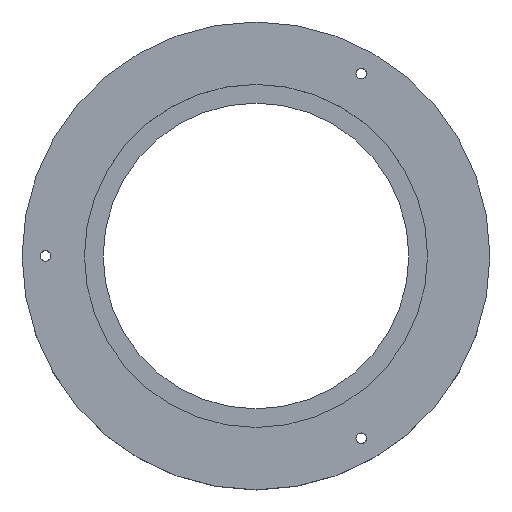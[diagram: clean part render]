
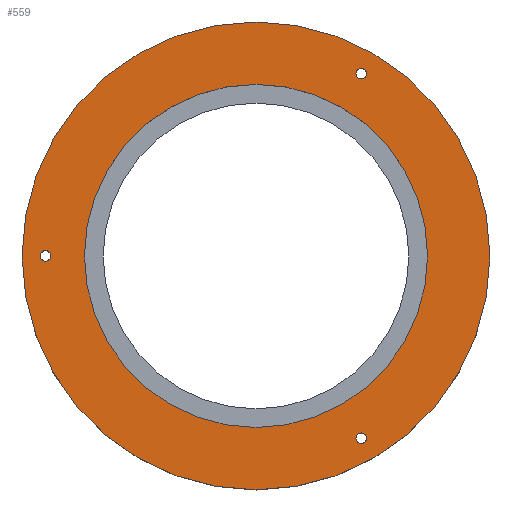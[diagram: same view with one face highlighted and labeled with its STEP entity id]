
A CAD part, top view. The second image highlights one B-rep face of the part: STEP entity #559.
In plain terms, the highlighted planar face has unit normal (0, 0, 1).
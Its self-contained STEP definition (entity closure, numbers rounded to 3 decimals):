
#137 = CYLINDRICAL_SURFACE('',#138,75.);
#138 = AXIS2_PLACEMENT_3D('',#139,#140,#141);
#139 = CARTESIAN_POINT('',(0.,0.,27.5));
#140 = DIRECTION('',(0.,0.,-1.));
#141 = DIRECTION('',(1.,0.,0.));
#168 = CYLINDRICAL_SURFACE('',#169,1.7);
#169 = AXIS2_PLACEMENT_3D('',#170,#171,#172);
#170 = CARTESIAN_POINT('',(-67.5,0.,29.));
#171 = DIRECTION('',(0.,0.,-1.));
#172 = DIRECTION('',(-1.,0.,0.));
#199 = CYLINDRICAL_SURFACE('',#200,1.7);
#200 = AXIS2_PLACEMENT_3D('',#201,#202,#203);
#201 = CARTESIAN_POINT('',(33.75,-58.457,29.));
#202 = DIRECTION('',(0.,0.,-1.));
#203 = DIRECTION('',(0.5,-0.866,0.));
#230 = CYLINDRICAL_SURFACE('',#231,1.7);
#231 = AXIS2_PLACEMENT_3D('',#232,#233,#234);
#232 = CARTESIAN_POINT('',(33.75,58.457,29.));
#233 = DIRECTION('',(0.,0.,-1.));
#234 = DIRECTION('',(0.5,0.866,0.));
#303 = EDGE_CURVE('',#304,#304,#306,.T.);
#304 = VERTEX_POINT('',#305);
#305 = CARTESIAN_POINT('',(75.,0.,27.5));
#306 = SURFACE_CURVE('',#307,(#312,#319),.PCURVE_S1.);
#307 = CIRCLE('',#308,75.);
#308 = AXIS2_PLACEMENT_3D('',#309,#310,#311);
#309 = CARTESIAN_POINT('',(0.,0.,27.5));
#310 = DIRECTION('',(0.,0.,-1.));
#311 = DIRECTION('',(1.,0.,0.));
#312 = PCURVE('',#137,#313);
#313 = DEFINITIONAL_REPRESENTATION('',(#314),#318);
#314 = LINE('',#315,#316);
#315 = CARTESIAN_POINT('',(0.,0.));
#316 = VECTOR('',#317,1.);
#317 = DIRECTION('',(1.,0.));
#318 = ( GEOMETRIC_REPRESENTATION_CONTEXT(2) 
PARAMETRIC_REPRESENTATION_CONTEXT() REPRESENTATION_CONTEXT('2D SPACE',''
  ) );
#319 = PCURVE('',#320,#325);
#320 = PLANE('',#321);
#321 = AXIS2_PLACEMENT_3D('',#322,#323,#324);
#322 = CARTESIAN_POINT('',(0.,0.,27.5));
#323 = DIRECTION('',(0.,0.,-1.));
#324 = DIRECTION('',(1.,0.,0.));
#325 = DEFINITIONAL_REPRESENTATION('',(#326),#330);
#326 = CIRCLE('',#327,75.);
#327 = AXIS2_PLACEMENT_2D('',#328,#329);
#328 = CARTESIAN_POINT('',(0.,0.));
#329 = DIRECTION('',(1.,-0.));
#330 = ( GEOMETRIC_REPRESENTATION_CONTEXT(2) 
PARAMETRIC_REPRESENTATION_CONTEXT() REPRESENTATION_CONTEXT('2D SPACE',''
  ) );
#358 = EDGE_CURVE('',#359,#359,#361,.T.);
#359 = VERTEX_POINT('',#360);
#360 = CARTESIAN_POINT('',(-69.2,0.,27.5));
#361 = SURFACE_CURVE('',#362,(#367,#374),.PCURVE_S1.);
#362 = CIRCLE('',#363,1.7);
#363 = AXIS2_PLACEMENT_3D('',#364,#365,#366);
#364 = CARTESIAN_POINT('',(-67.5,0.,27.5));
#365 = DIRECTION('',(0.,0.,-1.));
#366 = DIRECTION('',(-1.,0.,0.));
#367 = PCURVE('',#168,#368);
#368 = DEFINITIONAL_REPRESENTATION('',(#369),#373);
#369 = LINE('',#370,#371);
#370 = CARTESIAN_POINT('',(0.,1.5));
#371 = VECTOR('',#372,1.);
#372 = DIRECTION('',(1.,0.));
#373 = ( GEOMETRIC_REPRESENTATION_CONTEXT(2) 
PARAMETRIC_REPRESENTATION_CONTEXT() REPRESENTATION_CONTEXT('2D SPACE',''
  ) );
#374 = PCURVE('',#320,#375);
#375 = DEFINITIONAL_REPRESENTATION('',(#376),#380);
#376 = CIRCLE('',#377,1.7);
#377 = AXIS2_PLACEMENT_2D('',#378,#379);
#378 = CARTESIAN_POINT('',(-67.5,0.));
#379 = DIRECTION('',(-1.,0.));
#380 = ( GEOMETRIC_REPRESENTATION_CONTEXT(2) 
PARAMETRIC_REPRESENTATION_CONTEXT() REPRESENTATION_CONTEXT('2D SPACE',''
  ) );
#408 = EDGE_CURVE('',#409,#409,#411,.T.);
#409 = VERTEX_POINT('',#410);
#410 = CARTESIAN_POINT('',(34.6,-59.929,27.5));
#411 = SURFACE_CURVE('',#412,(#417,#424),.PCURVE_S1.);
#412 = CIRCLE('',#413,1.7);
#413 = AXIS2_PLACEMENT_3D('',#414,#415,#416);
#414 = CARTESIAN_POINT('',(33.75,-58.457,27.5));
#415 = DIRECTION('',(0.,0.,-1.));
#416 = DIRECTION('',(0.5,-0.866,0.));
#417 = PCURVE('',#199,#418);
#418 = DEFINITIONAL_REPRESENTATION('',(#419),#423);
#419 = LINE('',#420,#421);
#420 = CARTESIAN_POINT('',(0.,1.5));
#421 = VECTOR('',#422,1.);
#422 = DIRECTION('',(1.,0.));
#423 = ( GEOMETRIC_REPRESENTATION_CONTEXT(2) 
PARAMETRIC_REPRESENTATION_CONTEXT() REPRESENTATION_CONTEXT('2D SPACE',''
  ) );
#424 = PCURVE('',#320,#425);
#425 = DEFINITIONAL_REPRESENTATION('',(#426),#430);
#426 = CIRCLE('',#427,1.7);
#427 = AXIS2_PLACEMENT_2D('',#428,#429);
#428 = CARTESIAN_POINT('',(33.75,58.457));
#429 = DIRECTION('',(0.5,0.866));
#430 = ( GEOMETRIC_REPRESENTATION_CONTEXT(2) 
PARAMETRIC_REPRESENTATION_CONTEXT() REPRESENTATION_CONTEXT('2D SPACE',''
  ) );
#458 = EDGE_CURVE('',#459,#459,#461,.T.);
#459 = VERTEX_POINT('',#460);
#460 = CARTESIAN_POINT('',(34.6,59.929,27.5));
#461 = SURFACE_CURVE('',#462,(#467,#474),.PCURVE_S1.);
#462 = CIRCLE('',#463,1.7);
#463 = AXIS2_PLACEMENT_3D('',#464,#465,#466);
#464 = CARTESIAN_POINT('',(33.75,58.457,27.5));
#465 = DIRECTION('',(0.,0.,-1.));
#466 = DIRECTION('',(0.5,0.866,0.));
#467 = PCURVE('',#230,#468);
#468 = DEFINITIONAL_REPRESENTATION('',(#469),#473);
#469 = LINE('',#470,#471);
#470 = CARTESIAN_POINT('',(0.,1.5));
#471 = VECTOR('',#472,1.);
#472 = DIRECTION('',(1.,0.));
#473 = ( GEOMETRIC_REPRESENTATION_CONTEXT(2) 
PARAMETRIC_REPRESENTATION_CONTEXT() REPRESENTATION_CONTEXT('2D SPACE',''
  ) );
#474 = PCURVE('',#320,#475);
#475 = DEFINITIONAL_REPRESENTATION('',(#476),#480);
#476 = CIRCLE('',#477,1.7);
#477 = AXIS2_PLACEMENT_2D('',#478,#479);
#478 = CARTESIAN_POINT('',(33.75,-58.457));
#479 = DIRECTION('',(0.5,-0.866));
#480 = ( GEOMETRIC_REPRESENTATION_CONTEXT(2) 
PARAMETRIC_REPRESENTATION_CONTEXT() REPRESENTATION_CONTEXT('2D SPACE',''
  ) );
#559 = ADVANCED_FACE('',(#560,#563,#566,#569,#600),#320,.F.);
#560 = FACE_BOUND('',#561,.T.);
#561 = EDGE_LOOP('',(#562));
#562 = ORIENTED_EDGE('',*,*,#303,.F.);
#563 = FACE_BOUND('',#564,.T.);
#564 = EDGE_LOOP('',(#565));
#565 = ORIENTED_EDGE('',*,*,#358,.T.);
#566 = FACE_BOUND('',#567,.T.);
#567 = EDGE_LOOP('',(#568));
#568 = ORIENTED_EDGE('',*,*,#408,.T.);
#569 = FACE_BOUND('',#570,.T.);
#570 = EDGE_LOOP('',(#571));
#571 = ORIENTED_EDGE('',*,*,#572,.T.);
#572 = EDGE_CURVE('',#573,#573,#575,.T.);
#573 = VERTEX_POINT('',#574);
#574 = CARTESIAN_POINT('',(55.,0.,27.5));
#575 = SURFACE_CURVE('',#576,(#581,#588),.PCURVE_S1.);
#576 = CIRCLE('',#577,55.);
#577 = AXIS2_PLACEMENT_3D('',#578,#579,#580);
#578 = CARTESIAN_POINT('',(0.,0.,27.5));
#579 = DIRECTION('',(0.,0.,-1.));
#580 = DIRECTION('',(1.,0.,0.));
#581 = PCURVE('',#320,#582);
#582 = DEFINITIONAL_REPRESENTATION('',(#583),#587);
#583 = CIRCLE('',#584,55.);
#584 = AXIS2_PLACEMENT_2D('',#585,#586);
#585 = CARTESIAN_POINT('',(0.,0.));
#586 = DIRECTION('',(1.,-0.));
#587 = ( GEOMETRIC_REPRESENTATION_CONTEXT(2) 
PARAMETRIC_REPRESENTATION_CONTEXT() REPRESENTATION_CONTEXT('2D SPACE',''
  ) );
#588 = PCURVE('',#589,#594);
#589 = CYLINDRICAL_SURFACE('',#590,55.);
#590 = AXIS2_PLACEMENT_3D('',#591,#592,#593);
#591 = CARTESIAN_POINT('',(0.,0.,14.5));
#592 = DIRECTION('',(0.,0.,1.));
#593 = DIRECTION('',(1.,0.,0.));
#594 = DEFINITIONAL_REPRESENTATION('',(#595),#599);
#595 = LINE('',#596,#597);
#596 = CARTESIAN_POINT('',(-0.,13.));
#597 = VECTOR('',#598,1.);
#598 = DIRECTION('',(-1.,0.));
#599 = ( GEOMETRIC_REPRESENTATION_CONTEXT(2) 
PARAMETRIC_REPRESENTATION_CONTEXT() REPRESENTATION_CONTEXT('2D SPACE',''
  ) );
#600 = FACE_BOUND('',#601,.T.);
#601 = EDGE_LOOP('',(#602));
#602 = ORIENTED_EDGE('',*,*,#458,.T.);
